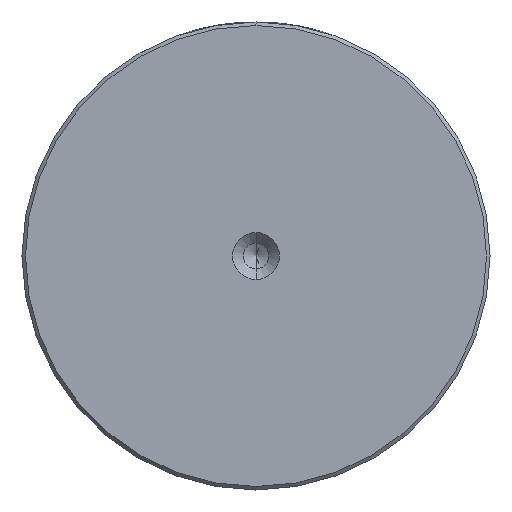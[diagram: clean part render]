
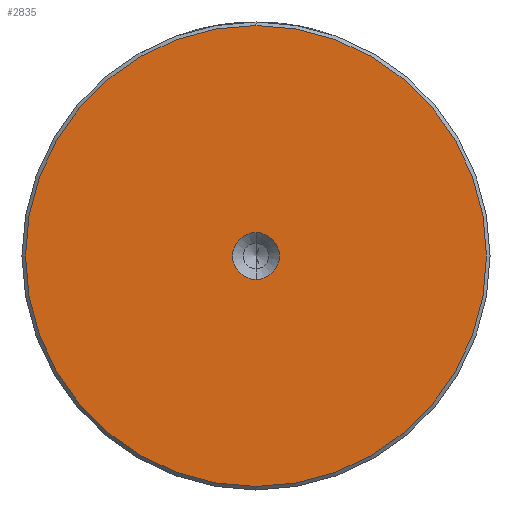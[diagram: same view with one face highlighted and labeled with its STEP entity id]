
A CAD part, left-side view. The second image highlights one B-rep face of the part: STEP entity #2835.
In plain terms, the highlighted planar face has unit normal (-1, 0, 0).
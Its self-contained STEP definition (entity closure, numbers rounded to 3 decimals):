
#223 = CIRCLE ( 'NONE', #451, 3.3 ) ;
#314 = EDGE_LOOP ( 'NONE', ( #418, #637 ) ) ;
#418 = ORIENTED_EDGE ( 'NONE', *, *, #2271, .F. ) ;
#451 = AXIS2_PLACEMENT_3D ( 'NONE', #534, #2183, #762 ) ;
#468 = DIRECTION ( 'NONE',  ( -1., 0., 0. ) ) ;
#534 = CARTESIAN_POINT ( 'NONE',  ( 0., 0., 0. ) ) ;
#556 = VERTEX_POINT ( 'NONE', #1042 ) ;
#560 = DIRECTION ( 'NONE',  ( -1., 0., 0. ) ) ;
#589 = ORIENTED_EDGE ( 'NONE', *, *, #883, .T. ) ;
#599 = DIRECTION ( 'NONE',  ( -1., 0., 0. ) ) ;
#637 = ORIENTED_EDGE ( 'NONE', *, *, #2991, .F. ) ;
#762 = DIRECTION ( 'NONE',  ( 0., 0., 1. ) ) ;
#833 = EDGE_CURVE ( 'NONE', #1356, #2565, #2905, .T. ) ;
#883 = EDGE_CURVE ( 'NONE', #2565, #1356, #2111, .T. ) ;
#936 = CARTESIAN_POINT ( 'NONE',  ( 0., 0., 0. ) ) ;
#1042 = CARTESIAN_POINT ( 'NONE',  ( 0., 0., 3.3 ) ) ;
#1118 = AXIS2_PLACEMENT_3D ( 'NONE', #936, #2606, #1179 ) ;
#1179 = DIRECTION ( 'NONE',  ( 0., 0., 1. ) ) ;
#1225 = CIRCLE ( 'NONE', #1118, 3.3 ) ;
#1356 = VERTEX_POINT ( 'NONE', #1939 ) ;
#1613 = CARTESIAN_POINT ( 'NONE',  ( 0., 0., 0. ) ) ;
#1647 = VERTEX_POINT ( 'NONE', #2355 ) ;
#1779 = ORIENTED_EDGE ( 'NONE', *, *, #833, .T. ) ;
#1879 = PLANE ( 'NONE',  #2293 ) ;
#1939 = CARTESIAN_POINT ( 'NONE',  ( 0., 0., -32.5 ) ) ;
#1967 = CARTESIAN_POINT ( 'NONE',  ( 0., 0., 0. ) ) ;
#1998 = CARTESIAN_POINT ( 'NONE',  ( 0., 0., 0. ) ) ;
#2003 = AXIS2_PLACEMENT_3D ( 'NONE', #1967, #560, #2214 ) ;
#2111 = CIRCLE ( 'NONE', #2971, 32.5 ) ;
#2116 = DIRECTION ( 'NONE',  ( 0., 0., 1. ) ) ;
#2183 = DIRECTION ( 'NONE',  ( -1., 0., 0. ) ) ;
#2193 = CARTESIAN_POINT ( 'NONE',  ( 0., 0., 32.5 ) ) ;
#2214 = DIRECTION ( 'NONE',  ( 0., 0., 1. ) ) ;
#2246 = DIRECTION ( 'NONE',  ( 0., 0., 1. ) ) ;
#2271 = EDGE_CURVE ( 'NONE', #556, #1647, #223, .T. ) ;
#2293 = AXIS2_PLACEMENT_3D ( 'NONE', #1613, #468, #2116 ) ;
#2355 = CARTESIAN_POINT ( 'NONE',  ( 0., 0., -3.3 ) ) ;
#2461 = FACE_OUTER_BOUND ( 'NONE', #2548, .T. ) ;
#2548 = EDGE_LOOP ( 'NONE', ( #1779, #589 ) ) ;
#2565 = VERTEX_POINT ( 'NONE', #2193 ) ;
#2606 = DIRECTION ( 'NONE',  ( -1., 0., 0. ) ) ;
#2835 = ADVANCED_FACE ( 'NONE', ( #2461, #2854 ), #1879, .T. ) ;
#2854 = FACE_BOUND ( 'NONE', #314, .T. ) ;
#2905 = CIRCLE ( 'NONE', #2003, 32.5 ) ;
#2971 = AXIS2_PLACEMENT_3D ( 'NONE', #1998, #599, #2246 ) ;
#2991 = EDGE_CURVE ( 'NONE', #1647, #556, #1225, .T. ) ;
